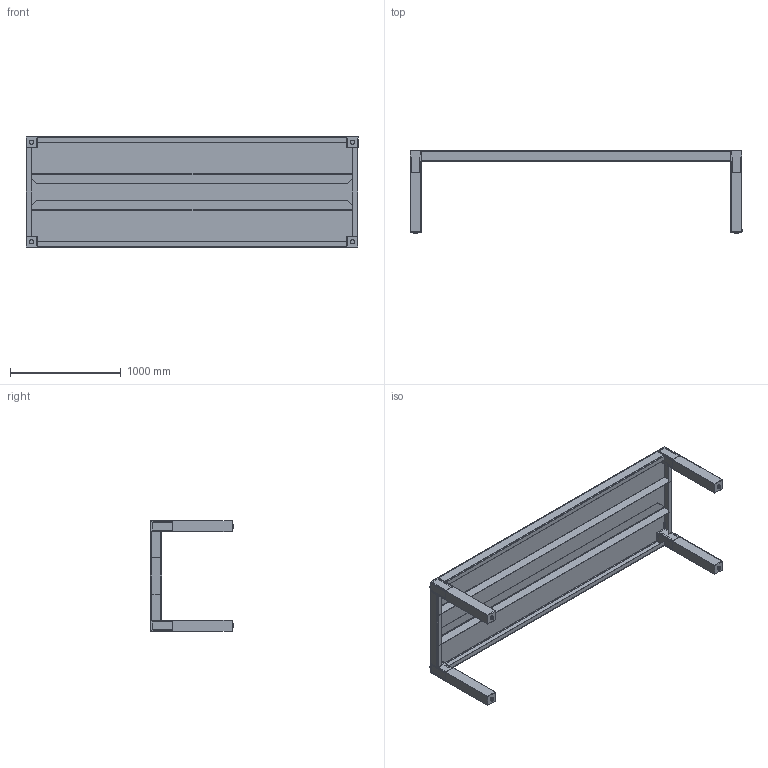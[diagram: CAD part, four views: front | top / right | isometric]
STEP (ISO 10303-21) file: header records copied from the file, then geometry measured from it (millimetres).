
FILE_DESCRIPTION (( 'STEP AP203' ), '1' );
FILE_NAME ('Table Borra TBW300.STEP', '2020-01-14T09:47:53', ( '' ), ( '' ), 'SwSTEP 2.0', 'SolidWorks 2019', '' );
FILE_SCHEMA (( 'CONFIG_CONTROL_DESIGN' ));
Length unit declared in the file: millimetre
Products named in the file (14): BORRA LEG WOOD Total; Table Borra 300. top ; Table Borra 300. leg top SHORT.; socket set screw cone point_1_din_DIN 914 - M8 x 20-N; Stelvoet 925 DUPO Ø38 M10x24  9 hoog; Table Borra TBW300; Borra leg wood ; Table Borra 300. leg plate; Table Borra 300. reinforcement; Table Borra 300. leg block; Rampamoer din7965 M10x30x18.5
Assembly tree (39 placements, depth 3):
  Table Borra TBW300
    Table Borra 300. top 
    Table Borra 300. reinforcement  x2
    BORRA LEG WOOD Total
      Borra leg wood 
      Rampamoer din7965 M10x30x18.5
      Stelvoet 925 DUPO Ø38 M10x24  9 hoog
    Table Borra 300. leg plate  x4
    Table Borra 300. leg top SHORT.  x4
    Table Borra 300. leg block  x4
    BORRA LEG WOOD Total
      Borra leg wood 
      Rampamoer din7965 M10x30x18.5
      Stelvoet 925 DUPO Ø38 M10x24  9 hoog
    BORRA LEG WOOD Total
      Borra leg wood 
      Rampamoer din7965 M10x30x18.5
      Stelvoet 925 DUPO Ø38 M10x24  9 hoog
    BORRA LEG WOOD Total
      Borra leg wood 
      Rampamoer din7965 M10x30x18.5
      Stelvoet 925 DUPO Ø38 M10x24  9 hoog
    socket set screw cone point_1_din_DIN 914 - M8 x 20-N  x8
Bounding box: 3000 x 750 x 1000 mm (x, y, z)
Volume: 48827851.4 mm3; surface area: 12050913.7 mm2
Topology: 35 solids, 35 shells, 942 faces, 2404 edges, 1520 vertices
Faces by surface type: plane 446, cylinder 348, cone 116, bspline 28, sphere 4
Entity records: 14219 total; most frequent: CARTESIAN_POINT 4309, DIRECTION 1640, ORIENTED_EDGE 1614, EDGE_CURVE 807, AXIS2_PLACEMENT_3D 554, VECTOR 532, LINE 532, VERTEX_POINT 508
